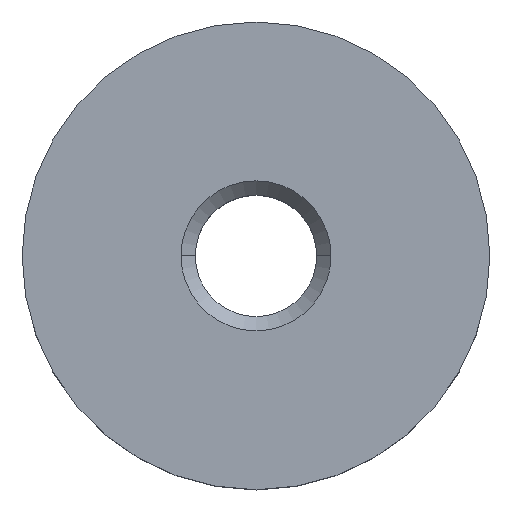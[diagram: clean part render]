
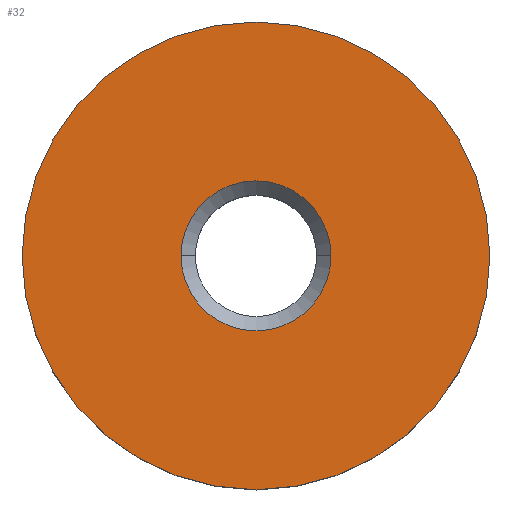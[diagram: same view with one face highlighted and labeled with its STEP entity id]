
A CAD part, top view. The second image highlights one B-rep face of the part: STEP entity #32.
In plain terms, the highlighted planar face has unit normal (0, 0, 1).
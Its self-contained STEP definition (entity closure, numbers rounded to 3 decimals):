
#20 = CARTESIAN_POINT ( 'NONE',  ( 0., 0., 3. ) ) ;
#21 = VERTEX_POINT ( 'NONE', #337 ) ;
#25 = EDGE_CURVE ( 'NONE', #60, #619, #641, .T. ) ;
#32 = ADVANCED_FACE ( 'NONE', ( #168, #59 ), #536, .T. ) ;
#37 = DIRECTION ( 'NONE',  ( 1., 0., 0. ) ) ;
#44 = ORIENTED_EDGE ( 'NONE', *, *, #566, .T. ) ;
#52 = ORIENTED_EDGE ( 'NONE', *, *, #264, .T. ) ;
#57 = AXIS2_PLACEMENT_3D ( 'NONE', #300, #196, #37 ) ;
#59 = FACE_OUTER_BOUND ( 'NONE', #546, .T. ) ;
#60 = VERTEX_POINT ( 'NONE', #130 ) ;
#75 = ORIENTED_EDGE ( 'NONE', *, *, #25, .T. ) ;
#89 = ORIENTED_EDGE ( 'NONE', *, *, #683, .T. ) ;
#94 = AXIS2_PLACEMENT_3D ( 'NONE', #124, #613, #280 ) ;
#119 = CARTESIAN_POINT ( 'NONE',  ( 0., 0., 3. ) ) ;
#123 = DIRECTION ( 'NONE',  ( 1., 0., 0. ) ) ;
#124 = CARTESIAN_POINT ( 'NONE',  ( 0., 0., 3. ) ) ;
#130 = CARTESIAN_POINT ( 'NONE',  ( -5.25, 0., 3. ) ) ;
#147 = CIRCLE ( 'NONE', #94, 16.374 ) ;
#168 = FACE_BOUND ( 'NONE', #185, .T. ) ;
#170 = CARTESIAN_POINT ( 'NONE',  ( -16.374, 0., 3. ) ) ;
#185 = EDGE_LOOP ( 'NONE', ( #52, #75 ) ) ;
#196 = DIRECTION ( 'NONE',  ( 0., 0., -1. ) ) ;
#225 = DIRECTION ( 'NONE',  ( 1., 0., 0. ) ) ;
#237 = CARTESIAN_POINT ( 'NONE',  ( 5.25, 0., 3. ) ) ;
#263 = CIRCLE ( 'NONE', #57, 5.25 ) ;
#264 = EDGE_CURVE ( 'NONE', #619, #60, #263, .T. ) ;
#280 = DIRECTION ( 'NONE',  ( 1., 0., 0. ) ) ;
#300 = CARTESIAN_POINT ( 'NONE',  ( 0., 0., 3. ) ) ;
#337 = CARTESIAN_POINT ( 'NONE',  ( 16.374, 0., 3. ) ) ;
#396 = DIRECTION ( 'NONE',  ( 0., 0., 1. ) ) ;
#414 = AXIS2_PLACEMENT_3D ( 'NONE', #20, #448, #123 ) ;
#448 = DIRECTION ( 'NONE',  ( 0., 0., -1. ) ) ;
#460 = AXIS2_PLACEMENT_3D ( 'NONE', #119, #396, #466 ) ;
#466 = DIRECTION ( 'NONE',  ( 1., 0., 0. ) ) ;
#469 = CARTESIAN_POINT ( 'NONE',  ( 0., 0., 3. ) ) ;
#481 = AXIS2_PLACEMENT_3D ( 'NONE', #469, #572, #225 ) ;
#503 = VERTEX_POINT ( 'NONE', #170 ) ;
#536 = PLANE ( 'NONE',  #460 ) ;
#546 = EDGE_LOOP ( 'NONE', ( #89, #44 ) ) ;
#566 = EDGE_CURVE ( 'NONE', #21, #503, #147, .T. ) ;
#572 = DIRECTION ( 'NONE',  ( 0., 0., 1. ) ) ;
#613 = DIRECTION ( 'NONE',  ( 0., 0., 1. ) ) ;
#619 = VERTEX_POINT ( 'NONE', #237 ) ;
#632 = CIRCLE ( 'NONE', #481, 16.374 ) ;
#641 = CIRCLE ( 'NONE', #414, 5.25 ) ;
#683 = EDGE_CURVE ( 'NONE', #503, #21, #632, .T. ) ;
